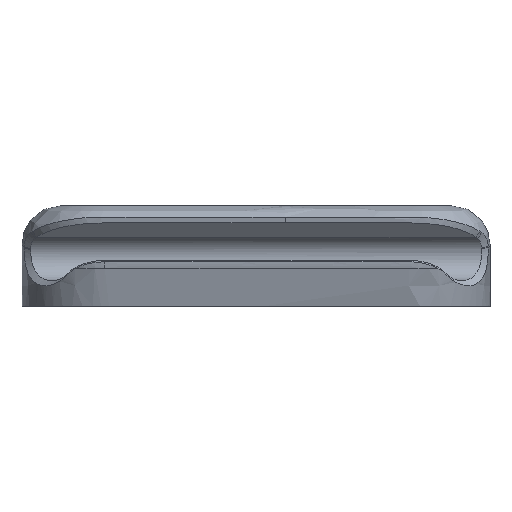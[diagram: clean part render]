
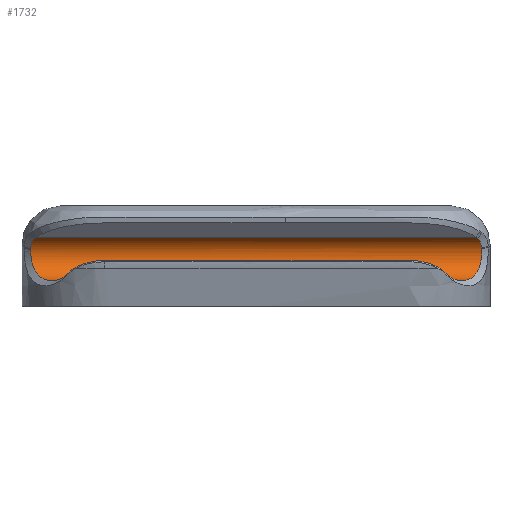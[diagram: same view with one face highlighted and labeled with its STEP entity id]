
A CAD part, front view. The second image highlights one B-rep face of the part: STEP entity #1732.
In plain terms, the highlighted cylindrical face has radius 1.763 mm (diameter 3.526 mm), a partial arc.
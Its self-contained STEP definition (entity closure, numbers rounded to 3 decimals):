
#26=CYLINDRICAL_SURFACE('',#1814,1.763);
#106=FACE_OUTER_BOUND('',#207,.T.);
#207=EDGE_LOOP('',(#1250,#1251,#1252,#1253,#1254,#1255,#1256,#1257,#1258,
#1259,#1260,#1261));
#290=B_SPLINE_CURVE_WITH_KNOTS('',3,(#2182,#2183,#2184,#2185,#2186,#2187,
#2188,#2189),.UNSPECIFIED.,.F.,.F.,(4,2,2,4),(0.,0.009,0.137,
0.137),.UNSPECIFIED.);
#296=B_SPLINE_CURVE_WITH_KNOTS('',3,(#2417,#2418,#2419,#2420),
 .UNSPECIFIED.,.F.,.F.,(4,4),(0.057,0.08),
 .UNSPECIFIED.);
#297=B_SPLINE_CURVE_WITH_KNOTS('',3,(#2457,#2458,#2459,#2460,#2461,#2462,
#2463,#2464),.UNSPECIFIED.,.F.,.F.,(4,2,2,4),(0.396,0.457,
0.496,0.529),.UNSPECIFIED.);
#300=B_SPLINE_CURVE_WITH_KNOTS('',3,(#2495,#2496,#2497,#2498),
 .UNSPECIFIED.,.F.,.F.,(4,4),(4.635,4.706),
 .UNSPECIFIED.);
#301=B_SPLINE_CURVE_WITH_KNOTS('',3,(#2575,#2576,#2577,#2578,#2579,#2580,
#2581,#2582,#2583,#2584,#2585,#2586,#2587,#2588,#2589,#2590,#2591,#2592),
 .UNSPECIFIED.,.F.,.F.,(4,2,2,2,2,2,2,2,4),(-0.022,0.132,
0.204,0.287,0.328,0.387,0.419,
0.493,0.559),.UNSPECIFIED.);
#304=B_SPLINE_CURVE_WITH_KNOTS('',3,(#2633,#2634,#2635,#2636),
 .UNSPECIFIED.,.F.,.F.,(4,4),(-0.031,-0.022),
 .UNSPECIFIED.);
#308=B_SPLINE_CURVE_WITH_KNOTS('',3,(#2687,#2688,#2689,#2690),
 .UNSPECIFIED.,.F.,.F.,(4,4),(0.442,0.482),
 .UNSPECIFIED.);
#320=B_SPLINE_CURVE_WITH_KNOTS('',3,(#3236,#3237,#3238,#3239,#3240,#3241,
#3242,#3243,#3244,#3245),.UNSPECIFIED.,.F.,.F.,(4,2,2,2,4),(1.159,
1.265,1.483,1.616,1.75),
 .UNSPECIFIED.);
#322=B_SPLINE_CURVE_WITH_KNOTS('',3,(#3266,#3267,#3268,#3269),
 .UNSPECIFIED.,.F.,.F.,(4,4),(6.73,6.749),
 .UNSPECIFIED.);
#324=B_SPLINE_CURVE_WITH_KNOTS('',3,(#3290,#3291,#3292,#3293),
 .UNSPECIFIED.,.F.,.F.,(4,4),(1.75,1.757),
 .UNSPECIFIED.);
#450=LINE('',#4561,#572);
#451=LINE('',#4563,#573);
#572=VECTOR('',#1902,10.);
#573=VECTOR('',#1905,10.);
#675=VERTEX_POINT('',#2168);
#678=VERTEX_POINT('',#2180);
#680=VERTEX_POINT('',#2255);
#683=VERTEX_POINT('',#2360);
#686=VERTEX_POINT('',#2454);
#687=VERTEX_POINT('',#2456);
#690=VERTEX_POINT('',#2572);
#691=VERTEX_POINT('',#2574);
#694=VERTEX_POINT('',#2654);
#703=VERTEX_POINT('',#3142);
#707=VERTEX_POINT('',#3220);
#710=VERTEX_POINT('',#3234);
#854=EDGE_CURVE('',#678,#675,#290,.T.);
#863=EDGE_CURVE('',#675,#680,#296,.T.);
#865=EDGE_CURVE('',#686,#687,#297,.T.);
#869=EDGE_CURVE('',#683,#686,#300,.T.);
#871=EDGE_CURVE('',#690,#691,#301,.T.);
#875=EDGE_CURVE('',#687,#690,#304,.T.);
#881=EDGE_CURVE('',#691,#694,#308,.T.);
#900=EDGE_CURVE('',#710,#707,#320,.T.);
#902=EDGE_CURVE('',#703,#710,#322,.T.);
#904=EDGE_CURVE('',#707,#678,#324,.T.);
#942=EDGE_CURVE('',#680,#683,#450,.T.);
#943=EDGE_CURVE('',#703,#694,#451,.T.);
#1250=ORIENTED_EDGE('',*,*,#881,.F.);
#1251=ORIENTED_EDGE('',*,*,#871,.F.);
#1252=ORIENTED_EDGE('',*,*,#875,.F.);
#1253=ORIENTED_EDGE('',*,*,#865,.F.);
#1254=ORIENTED_EDGE('',*,*,#869,.F.);
#1255=ORIENTED_EDGE('',*,*,#942,.F.);
#1256=ORIENTED_EDGE('',*,*,#863,.F.);
#1257=ORIENTED_EDGE('',*,*,#854,.F.);
#1258=ORIENTED_EDGE('',*,*,#904,.F.);
#1259=ORIENTED_EDGE('',*,*,#900,.F.);
#1260=ORIENTED_EDGE('',*,*,#902,.F.);
#1261=ORIENTED_EDGE('',*,*,#943,.T.);
#1732=ADVANCED_FACE('',(#106),#26,.F.);
#1814=AXIS2_PLACEMENT_3D('',#4562,#1903,#1904);
#1902=DIRECTION('',(1.,0.,0.));
#1903=DIRECTION('center_axis',(1.,0.,0.));
#1904=DIRECTION('ref_axis',(0.,0.816,-0.578));
#1905=DIRECTION('',(1.,0.,0.));
#2168=CARTESIAN_POINT('',(-2.782,-3.346,7.909));
#2180=CARTESIAN_POINT('',(-3.128,-2.611,7.092));
#2182=CARTESIAN_POINT('Ctrl Pts',(-3.128,-2.611,7.092));
#2183=CARTESIAN_POINT('Ctrl Pts',(-3.128,-2.62,7.112));
#2184=CARTESIAN_POINT('Ctrl Pts',(-3.127,-2.63,7.133));
#2185=CARTESIAN_POINT('Ctrl Pts',(-3.106,-2.789,7.46));
#2186=CARTESIAN_POINT('Ctrl Pts',(-2.974,-3.038,7.73));
#2187=CARTESIAN_POINT('Ctrl Pts',(-2.784,-3.342,7.906));
#2188=CARTESIAN_POINT('Ctrl Pts',(-2.783,-3.344,7.908));
#2189=CARTESIAN_POINT('Ctrl Pts',(-2.782,-3.346,7.909));
#2255=CARTESIAN_POINT('',(-2.674,-3.516,7.994));
#2360=CARTESIAN_POINT('',(31.521,-3.516,7.994));
#2417=CARTESIAN_POINT('Ctrl Pts',(-2.782,-3.346,7.909));
#2418=CARTESIAN_POINT('Ctrl Pts',(-2.747,-3.402,7.941));
#2419=CARTESIAN_POINT('Ctrl Pts',(-2.711,-3.458,7.969));
#2420=CARTESIAN_POINT('Ctrl Pts',(-2.674,-3.516,7.994));
#2454=CARTESIAN_POINT('',(31.623,-3.35,7.911));
#2456=CARTESIAN_POINT('',(31.955,-2.629,7.131));
#2457=CARTESIAN_POINT('Ctrl Pts',(31.623,-3.35,7.911));
#2458=CARTESIAN_POINT('Ctrl Pts',(31.71,-3.206,7.828));
#2459=CARTESIAN_POINT('Ctrl Pts',(31.785,-3.073,7.725));
#2460=CARTESIAN_POINT('Ctrl Pts',(31.877,-2.884,7.53));
#2461=CARTESIAN_POINT('Ctrl Pts',(31.905,-2.819,7.449));
#2462=CARTESIAN_POINT('Ctrl Pts',(31.942,-2.711,7.289));
#2463=CARTESIAN_POINT('Ctrl Pts',(31.952,-2.667,7.211));
#2464=CARTESIAN_POINT('Ctrl Pts',(31.955,-2.629,7.131));
#2495=CARTESIAN_POINT('Ctrl Pts',(31.521,-3.516,7.994));
#2496=CARTESIAN_POINT('Ctrl Pts',(31.556,-3.46,7.97));
#2497=CARTESIAN_POINT('Ctrl Pts',(31.59,-3.404,7.942));
#2498=CARTESIAN_POINT('Ctrl Pts',(31.623,-3.35,7.911));
#2572=CARTESIAN_POINT('',(31.957,-2.596,7.055));
#2574=CARTESIAN_POINT('',(29.351,-5.344,5.018));
#2575=CARTESIAN_POINT('Ctrl Pts',(31.957,-2.596,7.055));
#2576=CARTESIAN_POINT('Ctrl Pts',(31.965,-2.413,6.615));
#2577=CARTESIAN_POINT('Ctrl Pts',(31.914,-2.426,6.105));
#2578=CARTESIAN_POINT('Ctrl Pts',(31.72,-2.68,5.507));
#2579=CARTESIAN_POINT('Ctrl Pts',(31.641,-2.789,5.339));
#2580=CARTESIAN_POINT('Ctrl Pts',(31.43,-3.071,5.028));
#2581=CARTESIAN_POINT('Ctrl Pts',(31.295,-3.246,4.898));
#2582=CARTESIAN_POINT('Ctrl Pts',(31.063,-3.527,4.758));
#2583=CARTESIAN_POINT('Ctrl Pts',(30.982,-3.622,4.72));
#2584=CARTESIAN_POINT('Ctrl Pts',(30.778,-3.856,4.65));
#2585=CARTESIAN_POINT('Ctrl Pts',(30.651,-3.996,4.626));
#2586=CARTESIAN_POINT('Ctrl Pts',(30.449,-4.213,4.615));
#2587=CARTESIAN_POINT('Ctrl Pts',(30.376,-4.289,4.617));
#2588=CARTESIAN_POINT('Ctrl Pts',(30.131,-4.545,4.637));
#2589=CARTESIAN_POINT('Ctrl Pts',(29.952,-4.725,4.679));
#2590=CARTESIAN_POINT('Ctrl Pts',(29.624,-5.056,4.817));
#2591=CARTESIAN_POINT('Ctrl Pts',(29.478,-5.204,4.904));
#2592=CARTESIAN_POINT('Ctrl Pts',(29.351,-5.344,5.018));
#2633=CARTESIAN_POINT('Ctrl Pts',(31.955,-2.629,7.131));
#2634=CARTESIAN_POINT('Ctrl Pts',(31.956,-2.617,7.106));
#2635=CARTESIAN_POINT('Ctrl Pts',(31.956,-2.606,7.081));
#2636=CARTESIAN_POINT('Ctrl Pts',(31.957,-2.596,7.055));
#2654=CARTESIAN_POINT('',(29.182,-5.512,5.176));
#2687=CARTESIAN_POINT('Ctrl Pts',(29.351,-5.344,5.018));
#2688=CARTESIAN_POINT('Ctrl Pts',(29.295,-5.405,5.069));
#2689=CARTESIAN_POINT('Ctrl Pts',(29.239,-5.461,5.122));
#2690=CARTESIAN_POINT('Ctrl Pts',(29.182,-5.512,5.176));
#3142=CARTESIAN_POINT('',(-0.242,-5.512,5.176));
#3220=CARTESIAN_POINT('',(-3.128,-2.585,7.029));
#3234=CARTESIAN_POINT('',(-0.407,-5.346,5.02));
#3236=CARTESIAN_POINT('Ctrl Pts',(-0.407,-5.346,
5.02));
#3237=CARTESIAN_POINT('Ctrl Pts',(-0.596,-5.136,
4.847));
#3238=CARTESIAN_POINT('Ctrl Pts',(-0.834,-4.9,
4.732));
#3239=CARTESIAN_POINT('Ctrl Pts',(-1.595,-4.141,4.543));
#3240=CARTESIAN_POINT('Ctrl Pts',(-2.098,-3.603,4.641));
#3241=CARTESIAN_POINT('Ctrl Pts',(-2.693,-2.885,5.183));
#3242=CARTESIAN_POINT('Ctrl Pts',(-2.864,-2.659,5.484));
#3243=CARTESIAN_POINT('Ctrl Pts',(-3.081,-2.426,6.217));
#3244=CARTESIAN_POINT('Ctrl Pts',(-3.129,-2.434,6.647));
#3245=CARTESIAN_POINT('Ctrl Pts',(-3.128,-2.585,7.029));
#3266=CARTESIAN_POINT('Ctrl Pts',(-0.242,-5.512,
5.176));
#3267=CARTESIAN_POINT('Ctrl Pts',(-0.298,-5.461,
5.122));
#3268=CARTESIAN_POINT('Ctrl Pts',(-0.353,-5.406,
5.069));
#3269=CARTESIAN_POINT('Ctrl Pts',(-0.407,-5.346,
5.02));
#3290=CARTESIAN_POINT('Ctrl Pts',(-3.128,-2.585,7.029));
#3291=CARTESIAN_POINT('Ctrl Pts',(-3.128,-2.593,7.05));
#3292=CARTESIAN_POINT('Ctrl Pts',(-3.128,-2.602,7.071));
#3293=CARTESIAN_POINT('Ctrl Pts',(-3.128,-2.611,7.092));
#4561=CARTESIAN_POINT('',(-17.7,-3.516,7.994));
#4562=CARTESIAN_POINT('Origin',(-17.7,-4.224,6.38));
#4563=CARTESIAN_POINT('',(-17.7,-5.512,5.176));
